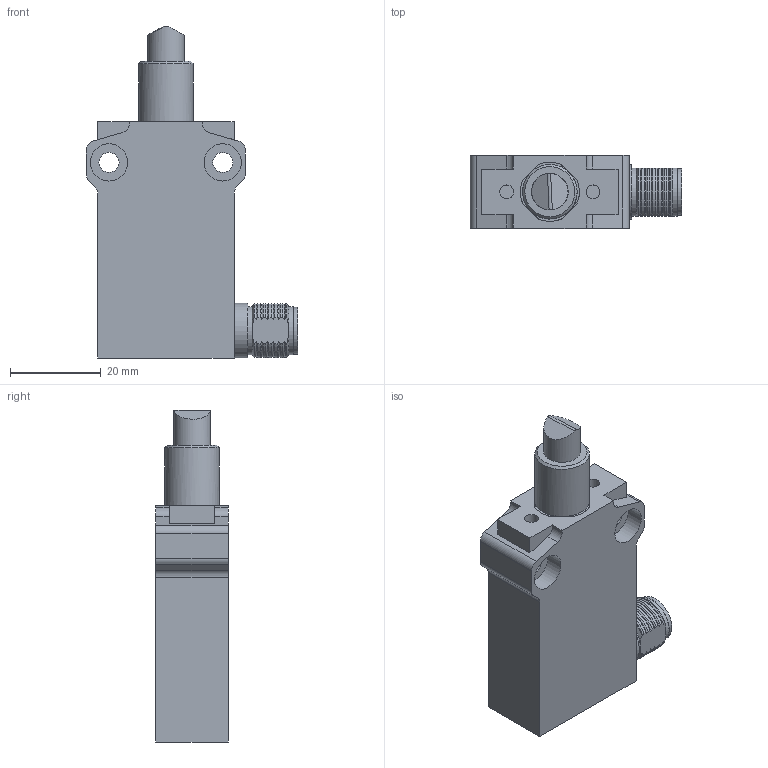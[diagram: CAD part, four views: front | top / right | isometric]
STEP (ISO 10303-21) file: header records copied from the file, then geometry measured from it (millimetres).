
FILE_DESCRIPTION (( 'STEP AP214' ), '1' );
FILE_NAME ('AEM2G1801Z11MR.STEP', '2020-05-21T13:02:06', ( '' ), ( '' ), 'SwSTEP 2.0', 'SolidWorks 2019', '' );
FILE_SCHEMA (( 'AUTOMOTIVE_DESIGN' ));
Length unit declared in the file: inch
Products named in the file (1): AEM2G1801Z11MR
Bounding box: 46.5 x 16 x 73 mm (x, y, z)
Volume: 27318.6 mm3; surface area: 9427.7 mm2
Topology: 4 solids, 4 shells, 134 faces, 337 edges, 221 vertices
Faces by surface type: plane 53, cylinder 48, cone 33
Full cylindrical faces by diameter (mm): 3 x2, 4.4 x2, 8 x1, 8.05 x1, 8.2 x4, 10.3 x1, 10.6 x2, 12 x2
Entity records: 5823 total; most frequent: CARTESIAN_POINT 881, ORIENTED_EDGE 638, DIRECTION 636, EDGE_CURVE 319, AXIS2_PLACEMENT_3D 250, VERTEX_POINT 219, EDGE_LOOP 164, FACE_OUTER_BOUND 149
